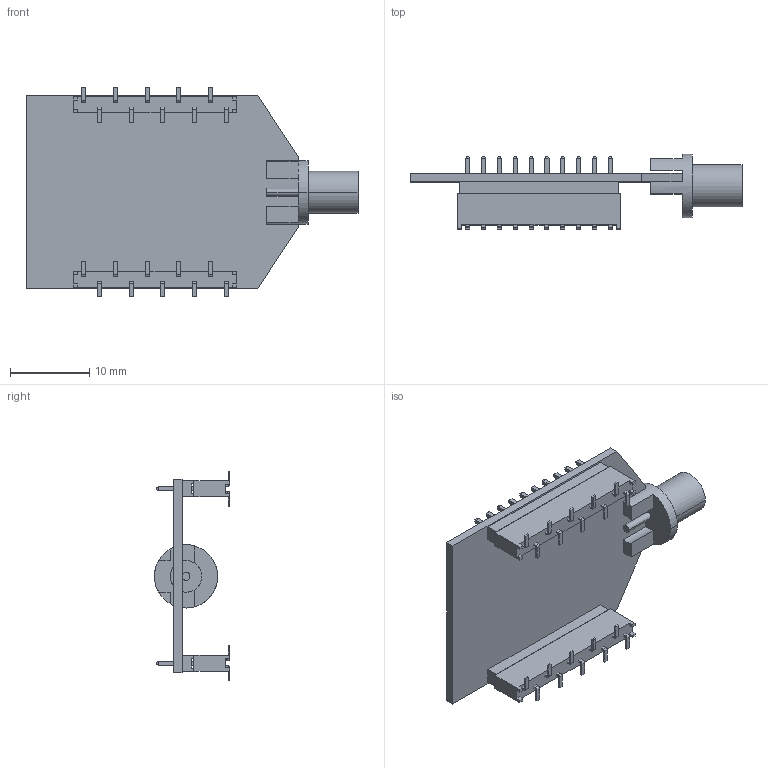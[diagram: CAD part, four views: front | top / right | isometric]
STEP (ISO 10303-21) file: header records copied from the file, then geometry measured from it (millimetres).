
FILE_DESCRIPTION (( 'STEP AP214' ), '1' );
FILE_NAME ('RN-XV With Socket.STEP', '2015-05-27T10:40:11', ( '' ), ( '' ), 'SwSTEP 2.0', 'SolidWorks 2014', '' );
FILE_SCHEMA (( 'AUTOMOTIVE_DESIGN' ));
Length unit declared in the file: millimetre
Products named in the file (5): RN-XV With Socket; MMS-110-02-L-SV-TR; TMM-110-01-G-S_Part; RN-XV SMA; RN-XV PCB
Assembly tree (6 placements, depth 2):
  RN-XV With Socket
    RN-XV PCB
    RN-XV SMA
    TMM-110-01-G-S_Part  x2
    MMS-110-02-L-SV-TR  x2
Bounding box: 41.84 x 9.48 x 26.44 mm (x, y, z)
Volume: 1044.3 mm3; surface area: 3482.4 mm2
Topology: 2 solids, 48 shells, 806 faces, 2260 edges, 1490 vertices
Faces by surface type: plane 712, cylinder 92, cone 2
Entity records: 18359 total; most frequent: CARTESIAN_POINT 2872, ORIENTED_EDGE 2216, DIRECTION 2186, EDGE_CURVE 1240, VECTOR 962, LINE 962, VERTEX_POINT 818, AXIS2_PLACEMENT_3D 612
